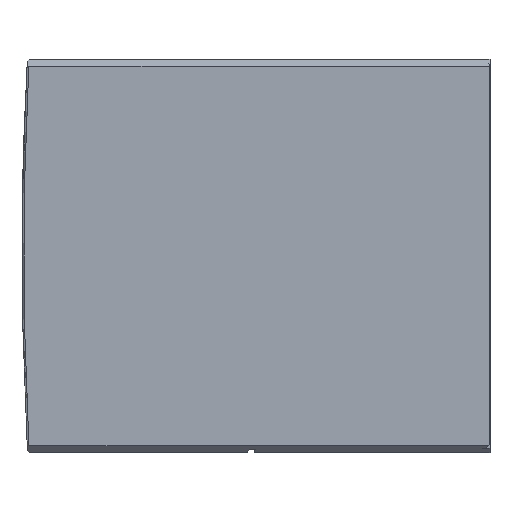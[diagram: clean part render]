
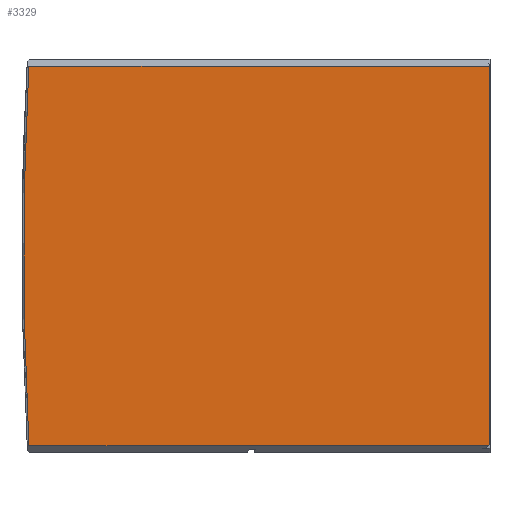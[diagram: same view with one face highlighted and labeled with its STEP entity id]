
A CAD part, left-side view. The second image highlights one B-rep face of the part: STEP entity #3329.
In plain terms, the highlighted planar face has unit normal (-1, 0, 0).
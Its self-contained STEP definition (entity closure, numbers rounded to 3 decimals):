
#554=DIRECTION('',(0.,1.,0.));
#555=VECTOR('',#554,52.952);
#556=CARTESIAN_POINT('',(-9.,23.376,-21.939));
#557=LINE('',#556,#555);
#561=CARTESIAN_POINT('',(-9.,-322.867,0.061));
#562=DIRECTION('',(1.,0.,0.));
#563=DIRECTION('',(0.,0.998,-0.055));
#564=AXIS2_PLACEMENT_3D('',#561,#562,#563);
#569=DIRECTION('',(0.,-1.,0.));
#570=VECTOR('',#569,53.119);
#571=CARTESIAN_POINT('',(-9.,76.344,21.761));
#572=LINE('',#571,#570);
#576=CARTESIAN_POINT('',(-9.,24.,21.561));
#577=DIRECTION('',(1.,0.,0.));
#578=DIRECTION('',(0.,-0.968,0.25));
#579=AXIS2_PLACEMENT_3D('',#576,#577,#578);
#584=CARTESIAN_POINT('',(-9.,24.,-21.439));
#585=DIRECTION('',(1.,0.,0.));
#586=DIRECTION('',(0.,-1.,0.));
#587=AXIS2_PLACEMENT_3D('',#584,#585,#586);
#2472=CARTESIAN_POINT('',(-9.,23.225,21.761));
#2480=DIRECTION('',(0.,0.,1.));
#2481=VECTOR('',#2480,43.);
#2482=CARTESIAN_POINT('',(-9.,23.2,-21.439));
#2483=LINE('',#2482,#2481);
#2736=VERTEX_POINT('',#2472);
#2737=CARTESIAN_POINT('',(-9.,76.344,21.761));
#2738=VERTEX_POINT('',#2737);
#2747=CARTESIAN_POINT('',(-9.,23.376,-21.939));
#2748=CARTESIAN_POINT('',(-9.,76.328,-21.939));
#2749=VERTEX_POINT('',#2747);
#2750=VERTEX_POINT('',#2748);
#2766=CARTESIAN_POINT('',(-9.,23.2,21.561));
#2767=VERTEX_POINT('',#2766);
#2768=CARTESIAN_POINT('',(-9.,23.2,-21.439));
#2769=VERTEX_POINT('',#2768);
#3312=CARTESIAN_POINT('',(-9.,56.3,1.161));
#3313=DIRECTION('',(1.,0.,0.));
#3314=DIRECTION('',(0.,0.,-1.));
#3315=AXIS2_PLACEMENT_3D('',#3312,#3313,#3314);
#3316=PLANE('',#3315);
#3317=ORIENTED_EDGE('',*,*,#3283,.T.);
#3319=ORIENTED_EDGE('',*,*,#3318,.T.);
#3320=ORIENTED_EDGE('',*,*,#3249,.T.);
#3322=ORIENTED_EDGE('',*,*,#3321,.T.);
#3324=ORIENTED_EDGE('',*,*,#3323,.F.);
#3326=ORIENTED_EDGE('',*,*,#3325,.T.);
#3327=EDGE_LOOP('',(#3317,#3319,#3320,#3322,#3324,#3326));
#3328=FACE_OUTER_BOUND('',#3327,.F.);
#565=CIRCLE('',#564,399.8);
#580=CIRCLE('',#579,0.8);
#588=CIRCLE('',#587,0.8);
#3249=EDGE_CURVE('',#2738,#2736,#572,.T.);
#3283=EDGE_CURVE('',#2749,#2750,#557,.T.);
#3318=EDGE_CURVE('',#2750,#2738,#565,.T.);
#3321=EDGE_CURVE('',#2736,#2767,#580,.T.);
#3323=EDGE_CURVE('',#2769,#2767,#2483,.T.);
#3325=EDGE_CURVE('',#2769,#2749,#588,.T.);
#3329=ADVANCED_FACE('',(#3328),#3316,.F.);
